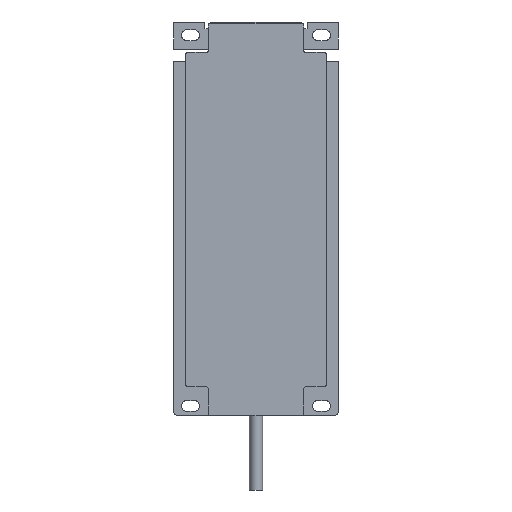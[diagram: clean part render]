
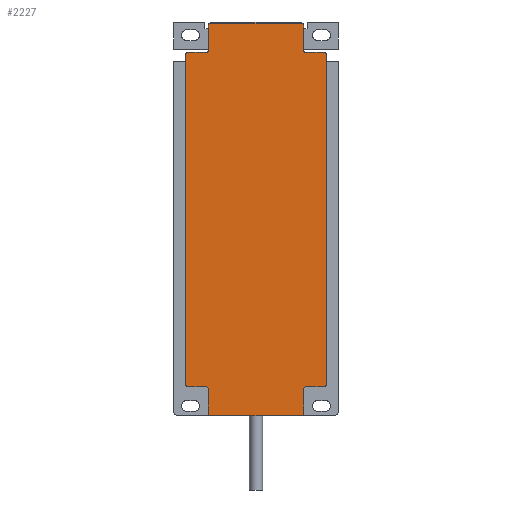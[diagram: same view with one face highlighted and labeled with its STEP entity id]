
A CAD part, front view. The second image highlights one B-rep face of the part: STEP entity #2227.
In plain terms, the highlighted planar face has unit normal (0, -1, 0).
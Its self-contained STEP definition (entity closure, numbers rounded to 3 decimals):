
#1376=CARTESIAN_POINT('POINT91',(-29.,-8.,1.));
#1377=VERTEX_POINT('VERTEX91',#1376);
#1378=CARTESIAN_POINT('POINT92',(-29.,-8.,16.525));
#1379=VERTEX_POINT('VERTEX92',#1378);
#1380=CARTESIAN_POINT('POS162',(-29.,-8.,16.525));
#1381=DIRECTION('DIR230',(0.,0.,1.));
#1382=VECTOR('VEC94',#1381,1.);
#1383=LINE('STRAIGHT94',#1380,#1382);
#1384=EDGE_CURVE('EDGE132',#1377,#1379,#1383,.T.);
#1416=CARTESIAN_POINT('POINT95',(-30.,-8.,17.525));
#1417=VERTEX_POINT('VERTEX95',#1416);
#1418=CARTESIAN_POINT('POS167',(-30.,-8.,16.525));
#1419=DIRECTION('DIR236',(0.,-1.,0.));
#1420=DIRECTION('DIR237',(0.,0.,1.));
#1421=AXIS2_PLACEMENT_3D('AXIS70',#1418,#1419,#1420);
#1422=CIRCLE('ELLIPSE31',#1421,1.);
#1423=EDGE_CURVE('EDGE136',#1379,#1417,#1422,.T.);
#1449=CARTESIAN_POINT('POINT97',(-41.5,-8.,17.525));
#1450=VERTEX_POINT('VERTEX97',#1449);
#1451=CARTESIAN_POINT('POS171',(-41.5,-8.,17.525));
#1452=DIRECTION('DIR243',(-1.,0.,0.));
#1453=VECTOR('VEC99',#1452,1.);
#1454=LINE('STRAIGHT99',#1451,#1453);
#1455=EDGE_CURVE('EDGE139',#1417,#1450,#1454,.T.);
#1480=CARTESIAN_POINT('POINT99',(-42.5,-8.,18.525));
#1481=VERTEX_POINT('VERTEX99',#1480);
#1482=CARTESIAN_POINT('POS175',(-41.5,-8.,18.525));
#1483=DIRECTION('DIR248',(0.,1.,0.));
#1484=DIRECTION('DIR249',(-1.,0.,0.));
#1485=AXIS2_PLACEMENT_3D('AXIS74',#1482,#1483,#1484);
#1486=CIRCLE('ELLIPSE33',#1485,1.);
#1487=EDGE_CURVE('EDGE142',#1450,#1481,#1486,.T.);
#1513=CARTESIAN_POINT('POINT101',(-42.5,-8.,219.675));
#1514=VERTEX_POINT('VERTEX101',#1513);
#1515=CARTESIAN_POINT('POS179',(-42.5,-8.,219.675));
#1516=DIRECTION('DIR255',(0.,0.,1.));
#1517=VECTOR('VEC103',#1516,1.);
#1518=LINE('STRAIGHT103',#1515,#1517);
#1519=EDGE_CURVE('EDGE145',#1481,#1514,#1518,.T.);
#1539=CARTESIAN_POINT('POINT102',(-41.5,-8.,220.675));
#1540=VERTEX_POINT('VERTEX102',#1539);
#1541=CARTESIAN_POINT('POS182',(-41.5,-8.,219.675));
#1542=DIRECTION('DIR259',(0.,1.,0.));
#1543=DIRECTION('DIR260',(0.,0.,1.));
#1544=AXIS2_PLACEMENT_3D('AXIS78',#1541,#1542,#1543);
#1545=CIRCLE('ELLIPSE35',#1544,1.);
#1546=EDGE_CURVE('EDGE148',#1514,#1540,#1545,.T.);
#1564=CARTESIAN_POINT('POINT103',(-30.,-8.,220.675));
#1565=VERTEX_POINT('VERTEX103',#1564);
#1566=CARTESIAN_POINT('POS185',(-30.,-8.,220.675));
#1567=DIRECTION('DIR264',(1.,0.,0.));
#1568=VECTOR('VEC106',#1567,1.);
#1569=LINE('STRAIGHT106',#1566,#1568);
#1570=EDGE_CURVE('EDGE150',#1540,#1565,#1569,.T.);
#1588=CARTESIAN_POINT('POINT104',(-29.,-8.,221.675));
#1589=VERTEX_POINT('VERTEX104',#1588);
#1590=CARTESIAN_POINT('POS188',(-30.,-8.,221.675));
#1591=DIRECTION('DIR268',(0.,-1.,0.));
#1592=DIRECTION('DIR269',(1.,0.,0.));
#1593=AXIS2_PLACEMENT_3D('AXIS81',#1590,#1591,#1592);
#1594=CIRCLE('ELLIPSE36',#1593,1.);
#1595=EDGE_CURVE('EDGE152',#1565,#1589,#1594,.T.);
#1613=CARTESIAN_POINT('POINT105',(-29.,-8.,237.2));
#1614=VERTEX_POINT('VERTEX105',#1613);
#1615=CARTESIAN_POINT('POS191',(-29.,-8.,237.2));
#1616=DIRECTION('DIR273',(0.,0.,1.));
#1617=VECTOR('VEC109',#1616,1.);
#1618=LINE('STRAIGHT109',#1615,#1617);
#1619=EDGE_CURVE('EDGE154',#1589,#1614,#1618,.T.);
#1639=CARTESIAN_POINT('POINT106',(-28.,-8.,238.2));
#1640=VERTEX_POINT('VERTEX106',#1639);
#1641=CARTESIAN_POINT('POS194',(-28.,-8.,237.2));
#1642=DIRECTION('DIR277',(0.,1.,0.));
#1643=DIRECTION('DIR278',(0.,0.,1.));
#1644=AXIS2_PLACEMENT_3D('AXIS84',#1641,#1642,#1643);
#1645=CIRCLE('ELLIPSE37',#1644,1.);
#1646=EDGE_CURVE('EDGE156',#1614,#1640,#1645,.T.);
#1664=CARTESIAN_POINT('POINT107',(28.,-8.,238.2));
#1665=VERTEX_POINT('VERTEX107',#1664);
#1666=CARTESIAN_POINT('POS197',(28.,-8.,238.2));
#1667=DIRECTION('DIR282',(1.,0.,0.));
#1668=VECTOR('VEC112',#1667,1.);
#1669=LINE('STRAIGHT112',#1666,#1668);
#1670=EDGE_CURVE('EDGE158',#1640,#1665,#1669,.T.);
#1690=CARTESIAN_POINT('POINT108',(29.,-8.,237.2));
#1691=VERTEX_POINT('VERTEX108',#1690);
#1692=CARTESIAN_POINT('POS200',(28.,-8.,237.2));
#1693=DIRECTION('DIR286',(0.,1.,0.));
#1694=DIRECTION('DIR287',(1.,0.,0.));
#1695=AXIS2_PLACEMENT_3D('AXIS87',#1692,#1693,#1694);
#1696=CIRCLE('ELLIPSE38',#1695,1.);
#1697=EDGE_CURVE('EDGE160',#1665,#1691,#1696,.T.);
#1715=CARTESIAN_POINT('POINT109',(29.,-8.,221.675));
#1716=VERTEX_POINT('VERTEX109',#1715);
#1717=CARTESIAN_POINT('POS203',(29.,-8.,221.675));
#1718=DIRECTION('DIR291',(0.,0.,-1.));
#1719=VECTOR('VEC115',#1718,1.);
#1720=LINE('STRAIGHT115',#1717,#1719);
#1721=EDGE_CURVE('EDGE162',#1691,#1716,#1720,.T.);
#1741=CARTESIAN_POINT('POINT110',(30.,-8.,220.675));
#1742=VERTEX_POINT('VERTEX110',#1741);
#1743=CARTESIAN_POINT('POS206',(30.,-8.,221.675));
#1744=DIRECTION('DIR295',(0.,-1.,0.));
#1745=DIRECTION('DIR296',(0.,0.,-1.));
#1746=AXIS2_PLACEMENT_3D('AXIS90',#1743,#1744,#1745);
#1747=CIRCLE('ELLIPSE39',#1746,1.);
#1748=EDGE_CURVE('EDGE164',#1716,#1742,#1747,.T.);
#1766=CARTESIAN_POINT('POINT111',(41.5,-8.,220.675));
#1767=VERTEX_POINT('VERTEX111',#1766);
#1768=CARTESIAN_POINT('POS209',(41.5,-8.,220.675));
#1769=DIRECTION('DIR300',(1.,0.,0.));
#1770=VECTOR('VEC118',#1769,1.);
#1771=LINE('STRAIGHT118',#1768,#1770);
#1772=EDGE_CURVE('EDGE166',#1742,#1767,#1771,.T.);
#1790=CARTESIAN_POINT('POINT112',(42.5,-8.,219.675));
#1791=VERTEX_POINT('VERTEX112',#1790);
#1792=CARTESIAN_POINT('POS212',(41.5,-8.,219.675));
#1793=DIRECTION('DIR304',(0.,1.,0.));
#1794=DIRECTION('DIR305',(1.,0.,0.));
#1795=AXIS2_PLACEMENT_3D('AXIS93',#1792,#1793,#1794);
#1796=CIRCLE('ELLIPSE40',#1795,1.);
#1797=EDGE_CURVE('EDGE168',#1767,#1791,#1796,.T.);
#1815=CARTESIAN_POINT('POINT113',(42.5,-8.,18.525));
#1816=VERTEX_POINT('VERTEX113',#1815);
#1817=CARTESIAN_POINT('POS215',(42.5,-8.,18.525));
#1818=DIRECTION('DIR309',(0.,0.,-1.));
#1819=VECTOR('VEC121',#1818,1.);
#1820=LINE('STRAIGHT121',#1817,#1819);
#1821=EDGE_CURVE('EDGE170',#1791,#1816,#1820,.T.);
#1843=CARTESIAN_POINT('POINT115',(41.5,-8.,17.525));
#1844=VERTEX_POINT('VERTEX115',#1843);
#1845=CARTESIAN_POINT('POS218',(41.5,-8.,18.525));
#1846=DIRECTION('DIR313',(0.,1.,0.));
#1847=DIRECTION('DIR314',(0.,0.,-1.));
#1848=AXIS2_PLACEMENT_3D('AXIS96',#1845,#1846,#1847);
#1849=CIRCLE('ELLIPSE41',#1848,1.);
#1850=EDGE_CURVE('EDGE173',#1816,#1844,#1849,.T.);
#1876=CARTESIAN_POINT('POINT117',(30.,-8.,17.525));
#1877=VERTEX_POINT('VERTEX117',#1876);
#1878=CARTESIAN_POINT('POS222',(30.,-8.,17.525));
#1879=DIRECTION('DIR320',(-1.,0.,0.));
#1880=VECTOR('VEC124',#1879,1.);
#1881=LINE('STRAIGHT124',#1878,#1880);
#1882=EDGE_CURVE('EDGE176',#1844,#1877,#1881,.T.);
#1907=CARTESIAN_POINT('POINT119',(29.,-8.,16.525));
#1908=VERTEX_POINT('VERTEX119',#1907);
#1909=CARTESIAN_POINT('POS226',(30.,-8.,16.525));
#1910=DIRECTION('DIR325',(0.,-1.,0.));
#1911=DIRECTION('DIR326',(-1.,0.,0.));
#1912=AXIS2_PLACEMENT_3D('AXIS100',#1909,#1910,#1911);
#1913=CIRCLE('ELLIPSE43',#1912,1.);
#1914=EDGE_CURVE('EDGE179',#1877,#1908,#1913,.T.);
#1940=CARTESIAN_POINT('POINT121',(29.,-8.,1.));
#1941=VERTEX_POINT('VERTEX121',#1940);
#1942=CARTESIAN_POINT('POS230',(29.,-8.,1.));
#1943=DIRECTION('DIR332',(0.,0.,-1.));
#1944=VECTOR('VEC128',#1943,1.);
#1945=LINE('STRAIGHT128',#1942,#1944);
#1946=EDGE_CURVE('EDGE182',#1908,#1941,#1945,.T.);
#1971=CARTESIAN_POINT('POINT123',(28.,-8.,0.));
#1972=VERTEX_POINT('VERTEX123',#1971);
#1973=CARTESIAN_POINT('POS234',(28.,-8.,1.));
#1974=DIRECTION('DIR337',(0.,1.,0.));
#1975=DIRECTION('DIR338',(0.,0.,-1.));
#1976=AXIS2_PLACEMENT_3D('AXIS104',#1973,#1974,#1975);
#1977=CIRCLE('ELLIPSE45',#1976,1.);
#1978=EDGE_CURVE('EDGE185',#1941,#1972,#1977,.T.);
#2162=CARTESIAN_POINT('POINT131',(-28.,-8.,
   0.));
#2163=VERTEX_POINT('VERTEX131',#2162);
#2164=CARTESIAN_POINT('POS251',(-28.,-8.,1.));
#2165=DIRECTION('DIR366',(0.,1.,0.));
#2166=DIRECTION('DIR367',(-1.,0.,0.));
#2167=AXIS2_PLACEMENT_3D('AXIS116',#2164,#2165,#2166);
#2168=CIRCLE('ELLIPSE52',#2167,1.);
#2169=EDGE_CURVE('EDGE199',#2163,#1377,#2168,.T.);
#2187=CARTESIAN_POINT('POINT132',(0.,-8.,
   0.));
#2188=VERTEX_POINT('VERTEX132',#2187);
#2189=CARTESIAN_POINT('POS254',(-28.,-8.,0.));
#2190=DIRECTION('DIR371',(-1.,0.,0.));
#2191=VECTOR('VEC137',#2190,1.);
#2192=LINE('STRAIGHT137',#2189,#2191);
#2193=EDGE_CURVE('EDGE201',#1972,#2188,#2192,.T.);
#2194=ORIENTED_EDGE('COEDGE370',*,*,#2193,.F.);
#2195=ORIENTED_EDGE('COEDGE371',*,*,#1978,.F.);
#2196=ORIENTED_EDGE('COEDGE372',*,*,#1946,.F.);
#2197=ORIENTED_EDGE('COEDGE373',*,*,#1914,.F.);
#2198=ORIENTED_EDGE('COEDGE374',*,*,#1882,.F.);
#2199=ORIENTED_EDGE('COEDGE375',*,*,#1850,.F.);
#2200=ORIENTED_EDGE('COEDGE376',*,*,#1821,.F.);
#2201=ORIENTED_EDGE('COEDGE377',*,*,#1797,.F.);
#2202=ORIENTED_EDGE('COEDGE378',*,*,#1772,.F.);
#2203=ORIENTED_EDGE('COEDGE379',*,*,#1748,.F.);
#2204=ORIENTED_EDGE('COEDGE380',*,*,#1721,.F.);
#2205=ORIENTED_EDGE('COEDGE381',*,*,#1697,.F.);
#2206=ORIENTED_EDGE('COEDGE382',*,*,#1670,.F.);
#2207=ORIENTED_EDGE('COEDGE383',*,*,#1646,.F.);
#2208=ORIENTED_EDGE('COEDGE384',*,*,#1619,.F.);
#2209=ORIENTED_EDGE('COEDGE385',*,*,#1595,.F.);
#2210=ORIENTED_EDGE('COEDGE386',*,*,#1570,.F.);
#2211=ORIENTED_EDGE('COEDGE387',*,*,#1546,.F.);
#2212=ORIENTED_EDGE('COEDGE388',*,*,#1519,.F.);
#2213=ORIENTED_EDGE('COEDGE389',*,*,#1487,.F.);
#2214=ORIENTED_EDGE('COEDGE390',*,*,#1455,.F.);
#2215=ORIENTED_EDGE('COEDGE391',*,*,#1423,.F.);
#2216=ORIENTED_EDGE('COEDGE392',*,*,#1384,.F.);
#2217=ORIENTED_EDGE('COEDGE393',*,*,#2169,.F.);
#2218=EDGE_CURVE('EDGE202',#2188,#2163,#2192,.T.);
#2219=ORIENTED_EDGE('COEDGE394',*,*,#2218,.F.);
#2220=EDGE_LOOP('NONE',(#2194,#2195,#2196,#2197,#2198,#2199,#2200,#2201,
   #2202,#2203,#2204,#2205,#2206,#2207,#2208,#2209,#2210,#2211,#2212,
   #2213,#2214,#2215,#2216,#2217,#2219));
#2221=FACE_BOUND('LOOP1',#2220,.T.);
#2222=CARTESIAN_POINT('POS255',(0.,-8.,
   119.1));
#2223=DIRECTION('DIR372',(0.,-1.,0.));
#2224=DIRECTION('DIR373',(1.,0.,0.));
#2225=AXIS2_PLACEMENT_3D('AXIS118',#2222,#2223,#2224);
#2226=PLANE('PLANE40',#2225);
#2227=ADVANCED_FACE('FACE71',(#2221),#2226,.T.);
